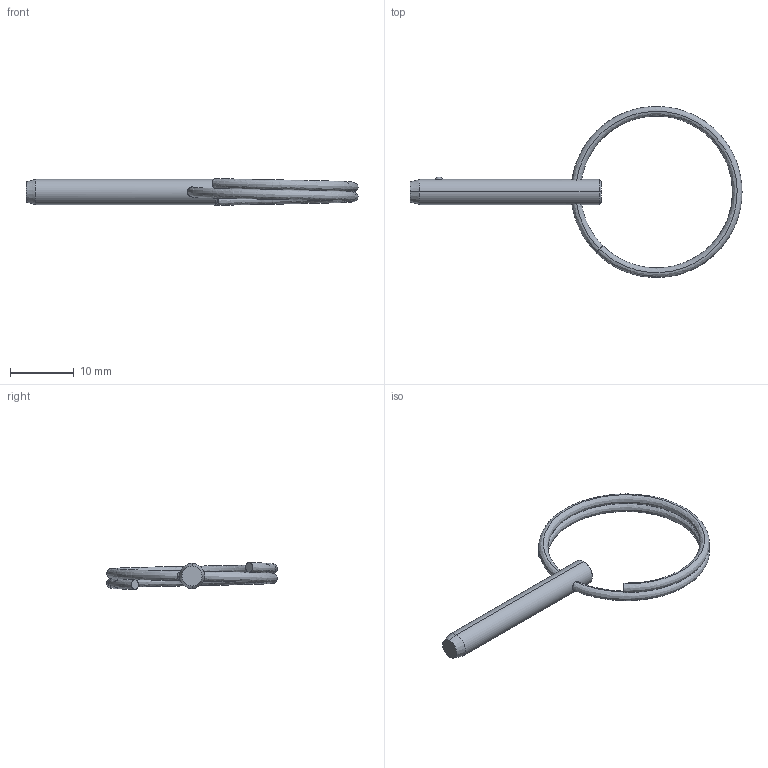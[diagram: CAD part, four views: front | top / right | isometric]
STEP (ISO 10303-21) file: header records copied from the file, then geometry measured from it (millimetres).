
FILE_DESCRIPTION (( 'STEP AP203' ), '1' );
FILE_NAME ('98404A101.step', '2012-06-07T20:05:57', ( 't2jrg' ), ( '' ), 'SwSTEP 2.0', 'SolidWorks 2009', '' );
FILE_SCHEMA (( 'CONFIG_CONTROL_DESIGN' ));
Length unit declared in the file: inch
Products named in the file (1): 98404A101
Bounding box: 52.27 x 26.92 x 4.24 mm (x, y, z)
Volume: 615.9 mm3; surface area: 1085.1 mm2
Topology: 3 solids, 3 shells, 20 faces, 48 edges, 31 vertices
Faces by surface type: sphere 4, cylinder 4, cone 4, plane 4, bspline 4
Entity records: 1033 total; most frequent: CARTESIAN_POINT 572, DIRECTION 80, ORIENTED_EDGE 74, EDGE_CURVE 37, AXIS2_PLACEMENT_3D 36, VERTEX_POINT 24, EDGE_LOOP 23, ADVANCED_FACE 20
